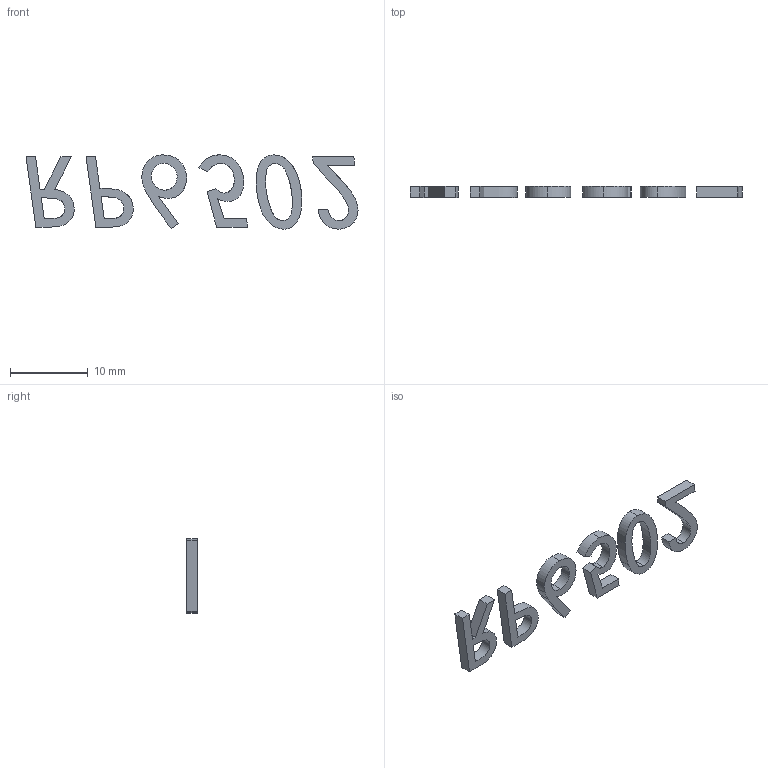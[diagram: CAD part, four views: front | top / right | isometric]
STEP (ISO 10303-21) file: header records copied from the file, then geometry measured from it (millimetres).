
FILE_DESCRIPTION (( 'STEP AP214' ), '1' );
FILE_NAME ('inlay.STEP', '2024-01-19T22:43:39', ( '' ), ( '' ), '', '', '' );
FILE_SCHEMA (( 'AUTOMOTIVE_DESIGN' ));
Length unit declared in the file: millimetre
Products named in the file (1): inlay
Bounding box: 42.57 x 1.4 x 9.51 mm (x, y, z)
Volume: 192.6 mm3; surface area: 612.7 mm2
Topology: 6 solids, 6 shells, 88 faces, 228 edges, 152 vertices
Faces by surface type: bspline 47, plane 41
Entity records: 6451 total; most frequent: CARTESIAN_POINT 4588, ORIENTED_EDGE 456, EDGE_CURVE 228, DIRECTION 218, VERTEX_POINT 152, LINE 134, VECTOR 134, EDGE_LOOP 96
